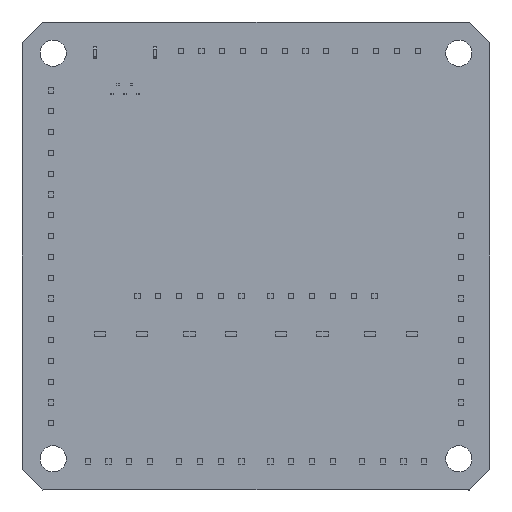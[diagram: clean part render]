
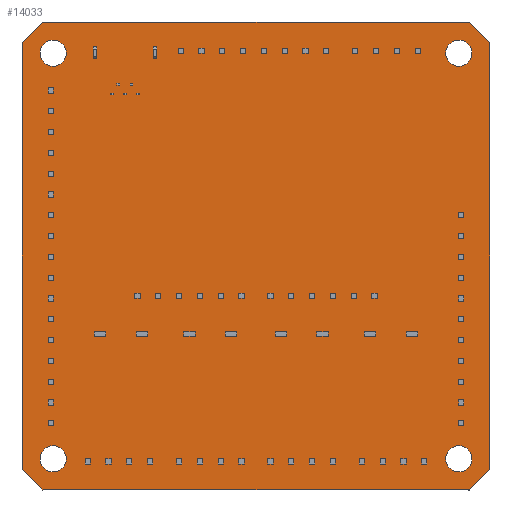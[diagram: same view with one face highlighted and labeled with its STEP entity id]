
A CAD part, front view. The second image highlights one B-rep face of the part: STEP entity #14033.
In plain terms, the highlighted planar face has unit normal (0, -1, 0).
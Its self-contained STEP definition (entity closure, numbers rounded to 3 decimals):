
#2561 = CARTESIAN_POINT ( 'NONE',  ( 3.81, 0., -2.223 ) ) ;
#2564 = CARTESIAN_POINT ( 'NONE',  ( 53.34, 0., -51.753 ) ) ;
#2565 = CARTESIAN_POINT ( 'NONE',  ( 3.81, 0., -5.398 ) ) ;
#2566 = CARTESIAN_POINT ( 'NONE',  ( 53.34, 0., -54.928 ) ) ;
#2569 = CARTESIAN_POINT ( 'NONE',  ( 53.34, 0., -2.223 ) ) ;
#2570 = CARTESIAN_POINT ( 'NONE',  ( 53.34, 0., -5.397 ) ) ;
#2573 = CARTESIAN_POINT ( 'NONE',  ( 3.81, 0., -51.753 ) ) ;
#2574 = CARTESIAN_POINT ( 'NONE',  ( 3.81, 0., -54.928 ) ) ;
#2601 = CARTESIAN_POINT ( 'NONE',  ( 57.15, 0., -54.61 ) ) ;
#2603 = CARTESIAN_POINT ( 'NONE',  ( 2.54, 0., -57.15 ) ) ;
#2604 = CARTESIAN_POINT ( 'NONE',  ( 0., 0., -2.54 ) ) ;
#2605 = CARTESIAN_POINT ( 'NONE',  ( 54.61, 0., 0. ) ) ;
#2606 = CARTESIAN_POINT ( 'NONE',  ( 54.61, 0., -57.15 ) ) ;
#2607 = CARTESIAN_POINT ( 'NONE',  ( 0., 0., -54.61 ) ) ;
#2609 = CARTESIAN_POINT ( 'NONE',  ( 2.54, 0., 0. ) ) ;
#2611 = CARTESIAN_POINT ( 'NONE',  ( 57.15, 0., -2.54 ) ) ;
#7247 = EDGE_CURVE ( 'NONE', #14536, #14540, #29459, .T. ) ;
#7249 = EDGE_CURVE ( 'NONE', #14539, #14536, #29460, .T. ) ;
#7250 = EDGE_CURVE ( 'NONE', #14534, #14539, #29472, .T. ) ;
#7275 = EDGE_CURVE ( 'NONE', #14497, #14499, #29064, .T. ) ;
#7296 = EDGE_CURVE ( 'NONE', #14506, #14507, #29100, .T. ) ;
#7300 = EDGE_CURVE ( 'NONE', #14502, #14503, #29106, .T. ) ;
#11631 = EDGE_CURVE ( 'NONE', #14537, #14542, #33685, .T. ) ;
#11635 = EDGE_CURVE ( 'NONE', #14540, #14537, #33704, .T. ) ;
#11646 = EDGE_CURVE ( 'NONE', #14499, #14497, #33161, .T. ) ;
#11647 = EDGE_CURVE ( 'NONE', #14498, #14494, #33162, .T. ) ;
#11648 = EDGE_CURVE ( 'NONE', #14507, #14506, #33164, .T. ) ;
#11649 = EDGE_CURVE ( 'NONE', #14503, #14502, #33166, .T. ) ;
#11651 = EDGE_CURVE ( 'NONE', #14544, #14534, #33751, .T. ) ;
#11652 = EDGE_CURVE ( 'NONE', #14542, #14538, #33754, .T. ) ;
#11654 = EDGE_CURVE ( 'NONE', #14538, #14544, #33760, .T. ) ;
#11658 = EDGE_CURVE ( 'NONE', #14494, #14498, #33175, .T. ) ;
#14033 = ADVANCED_FACE ( 'NONE', ( #42922, #42924, #42926, #42928, #42921 ), #42923, .F. ) ;
#14494 = VERTEX_POINT ( 'NONE', #2561 ) ;
#14497 = VERTEX_POINT ( 'NONE', #2564 ) ;
#14498 = VERTEX_POINT ( 'NONE', #2565 ) ;
#14499 = VERTEX_POINT ( 'NONE', #2566 ) ;
#14502 = VERTEX_POINT ( 'NONE', #2569 ) ;
#14503 = VERTEX_POINT ( 'NONE', #2570 ) ;
#14506 = VERTEX_POINT ( 'NONE', #2573 ) ;
#14507 = VERTEX_POINT ( 'NONE', #2574 ) ;
#14534 = VERTEX_POINT ( 'NONE', #2601 ) ;
#14536 = VERTEX_POINT ( 'NONE', #2603 ) ;
#14537 = VERTEX_POINT ( 'NONE', #2604 ) ;
#14538 = VERTEX_POINT ( 'NONE', #2605 ) ;
#14539 = VERTEX_POINT ( 'NONE', #2606 ) ;
#14540 = VERTEX_POINT ( 'NONE', #2607 ) ;
#14542 = VERTEX_POINT ( 'NONE', #2609 ) ;
#14544 = VERTEX_POINT ( 'NONE', #2611 ) ;
#14698 = EDGE_LOOP ( 'NONE', ( #15641, #15642 ) ) ;
#14703 = EDGE_LOOP ( 'NONE', ( #15637, #15638 ) ) ;
#14704 = EDGE_LOOP ( 'NONE', ( #15639, #15640 ) ) ;
#14709 = EDGE_LOOP ( 'NONE', ( #15635, #15636 ) ) ;
#14710 = EDGE_LOOP ( 'NONE', ( #15643, #15644, #15645, #15646, #15647, #15648, #15649, #15650 ) ) ;
#15635 = ORIENTED_EDGE ( 'NONE', *, *, #11658, .F. ) ;
#15636 = ORIENTED_EDGE ( 'NONE', *, *, #11647, .F. ) ;
#15637 = ORIENTED_EDGE ( 'NONE', *, *, #7275, .F. ) ;
#15638 = ORIENTED_EDGE ( 'NONE', *, *, #11646, .F. ) ;
#15639 = ORIENTED_EDGE ( 'NONE', *, *, #7300, .F. ) ;
#15640 = ORIENTED_EDGE ( 'NONE', *, *, #11649, .F. ) ;
#15641 = ORIENTED_EDGE ( 'NONE', *, *, #7296, .F. ) ;
#15642 = ORIENTED_EDGE ( 'NONE', *, *, #11648, .F. ) ;
#15643 = ORIENTED_EDGE ( 'NONE', *, *, #11654, .F. ) ;
#15644 = ORIENTED_EDGE ( 'NONE', *, *, #11652, .F. ) ;
#15645 = ORIENTED_EDGE ( 'NONE', *, *, #11631, .F. ) ;
#15646 = ORIENTED_EDGE ( 'NONE', *, *, #11635, .F. ) ;
#15647 = ORIENTED_EDGE ( 'NONE', *, *, #7247, .F. ) ;
#15648 = ORIENTED_EDGE ( 'NONE', *, *, #7249, .F. ) ;
#15649 = ORIENTED_EDGE ( 'NONE', *, *, #7250, .F. ) ;
#15650 = ORIENTED_EDGE ( 'NONE', *, *, #11651, .F. ) ;
#29026 = VECTOR ( 'NONE', #29471, 1000. ) ;
#29027 = VECTOR ( 'NONE', #29466, 1000. ) ;
#29032 = VECTOR ( 'NONE', #29475, 1000. ) ;
#29064 = CIRCLE ( 'NONE', #29071, 1.587 ) ;
#29071 = AXIS2_PLACEMENT_3D ( 'NONE', #29548, #29549, #29550 ) ;
#29100 = CIRCLE ( 'NONE', #29103, 1.587 ) ;
#29103 = AXIS2_PLACEMENT_3D ( 'NONE', #29613, #29614, #29615 ) ;
#29106 = CIRCLE ( 'NONE', #29109, 1.587 ) ;
#29109 = AXIS2_PLACEMENT_3D ( 'NONE', #29626, #29627, #29628 ) ;
#29459 = LINE ( 'NONE', #29465, #29027 ) ;
#29460 = LINE ( 'NONE', #29470, #29026 ) ;
#29465 = CARTESIAN_POINT ( 'NONE',  ( -0.069, 0., -54.541 ) ) ;
#29466 = DIRECTION ( 'NONE',  ( -0.707, 0., 0.707 ) ) ;
#29470 = CARTESIAN_POINT ( 'NONE',  ( 28.575, 0., -57.15 ) ) ;
#29471 = DIRECTION ( 'NONE',  ( -1., 0., 0. ) ) ;
#29472 = LINE ( 'NONE', #29474, #29032 ) ;
#29474 = CARTESIAN_POINT ( 'NONE',  ( 54.541, 0., -57.219 ) ) ;
#29475 = DIRECTION ( 'NONE',  ( -0.707, 0., -0.707 ) ) ;
#29548 = CARTESIAN_POINT ( 'NONE',  ( 53.34, 0., -53.34 ) ) ;
#29549 = DIRECTION ( 'NONE',  ( 0., -1., 0. ) ) ;
#29550 = DIRECTION ( 'NONE',  ( 0., 0., 1. ) ) ;
#29613 = CARTESIAN_POINT ( 'NONE',  ( 3.81, 0., -53.34 ) ) ;
#29614 = DIRECTION ( 'NONE',  ( 0., -1., 0. ) ) ;
#29615 = DIRECTION ( 'NONE',  ( 0., 0., 1. ) ) ;
#29626 = CARTESIAN_POINT ( 'NONE',  ( 53.34, 0., -3.81 ) ) ;
#29627 = DIRECTION ( 'NONE',  ( 0., -1., 0. ) ) ;
#29628 = DIRECTION ( 'NONE',  ( 0., 0., 1. ) ) ;
#33145 = VECTOR ( 'NONE', #33694, 1000. ) ;
#33150 = VECTOR ( 'NONE', #33706, 1000. ) ;
#33161 = CIRCLE ( 'NONE', #33163, 1.587 ) ;
#33162 = CIRCLE ( 'NONE', #33165, 1.588 ) ;
#33163 = AXIS2_PLACEMENT_3D ( 'NONE', #33735, #33736, #33737 ) ;
#33164 = CIRCLE ( 'NONE', #33167, 1.587 ) ;
#33165 = AXIS2_PLACEMENT_3D ( 'NONE', #33738, #33739, #33740 ) ;
#33166 = CIRCLE ( 'NONE', #33169, 1.587 ) ;
#33167 = AXIS2_PLACEMENT_3D ( 'NONE', #33743, #33744, #33745 ) ;
#33169 = AXIS2_PLACEMENT_3D ( 'NONE', #33747, #33748, #33749 ) ;
#33170 = VECTOR ( 'NONE', #33753, 1000. ) ;
#33171 = VECTOR ( 'NONE', #33756, 1000. ) ;
#33173 = VECTOR ( 'NONE', #33762, 1000. ) ;
#33175 = CIRCLE ( 'NONE', #33180, 1.588 ) ;
#33180 = AXIS2_PLACEMENT_3D ( 'NONE', #33775, #33776, #33777 ) ;
#33685 = LINE ( 'NONE', #33693, #33145 ) ;
#33693 = CARTESIAN_POINT ( 'NONE',  ( 2.609, 0., 0.069 ) ) ;
#33694 = DIRECTION ( 'NONE',  ( 0.707, 0., 0.707 ) ) ;
#33704 = LINE ( 'NONE', #33705, #33150 ) ;
#33705 = CARTESIAN_POINT ( 'NONE',  ( 0., 0., -28.575 ) ) ;
#33706 = DIRECTION ( 'NONE',  ( 0., 0., 1. ) ) ;
#33735 = CARTESIAN_POINT ( 'NONE',  ( 53.34, 0., -53.34 ) ) ;
#33736 = DIRECTION ( 'NONE',  ( 0., -1., 0. ) ) ;
#33737 = DIRECTION ( 'NONE',  ( 0., 0., 1. ) ) ;
#33738 = CARTESIAN_POINT ( 'NONE',  ( 3.81, 0., -3.81 ) ) ;
#33739 = DIRECTION ( 'NONE',  ( 0., -1., 0. ) ) ;
#33740 = DIRECTION ( 'NONE',  ( 0., 0., 1. ) ) ;
#33743 = CARTESIAN_POINT ( 'NONE',  ( 3.81, 0., -53.34 ) ) ;
#33744 = DIRECTION ( 'NONE',  ( 0., -1., 0. ) ) ;
#33745 = DIRECTION ( 'NONE',  ( 0., 0., 1. ) ) ;
#33747 = CARTESIAN_POINT ( 'NONE',  ( 53.34, 0., -3.81 ) ) ;
#33748 = DIRECTION ( 'NONE',  ( 0., -1., 0. ) ) ;
#33749 = DIRECTION ( 'NONE',  ( 0., 0., 1. ) ) ;
#33751 = LINE ( 'NONE', #33752, #33170 ) ;
#33752 = CARTESIAN_POINT ( 'NONE',  ( 57.15, 0., -28.575 ) ) ;
#33753 = DIRECTION ( 'NONE',  ( 0., 0., -1. ) ) ;
#33754 = LINE ( 'NONE', #33755, #33171 ) ;
#33755 = CARTESIAN_POINT ( 'NONE',  ( 28.575, 0., 0. ) ) ;
#33756 = DIRECTION ( 'NONE',  ( 1., 0., 0. ) ) ;
#33760 = LINE ( 'NONE', #33761, #33173 ) ;
#33761 = CARTESIAN_POINT ( 'NONE',  ( 57.219, 0., -2.609 ) ) ;
#33762 = DIRECTION ( 'NONE',  ( 0.707, 0., -0.707 ) ) ;
#33775 = CARTESIAN_POINT ( 'NONE',  ( 3.81, 0., -3.81 ) ) ;
#33776 = DIRECTION ( 'NONE',  ( 0., -1., 0. ) ) ;
#33777 = DIRECTION ( 'NONE',  ( 0., 0., 1. ) ) ;
#41960 = AXIS2_PLACEMENT_3D ( 'NONE', #42938, #42939, #42940 ) ;
#42921 = FACE_OUTER_BOUND ( 'NONE', #14710, .T. ) ;
#42922 = FACE_BOUND ( 'NONE', #14709, .T. ) ;
#42923 = PLANE ( 'NONE',  #41960 ) ;
#42924 = FACE_BOUND ( 'NONE', #14703, .T. ) ;
#42926 = FACE_BOUND ( 'NONE', #14704, .T. ) ;
#42928 = FACE_BOUND ( 'NONE', #14698, .T. ) ;
#42938 = CARTESIAN_POINT ( 'NONE',  ( -1.143, 0., 1.143 ) ) ;
#42939 = DIRECTION ( 'NONE',  ( 0., 1., 0. ) ) ;
#42940 = DIRECTION ( 'NONE',  ( 1., 0., 0. ) ) ;
